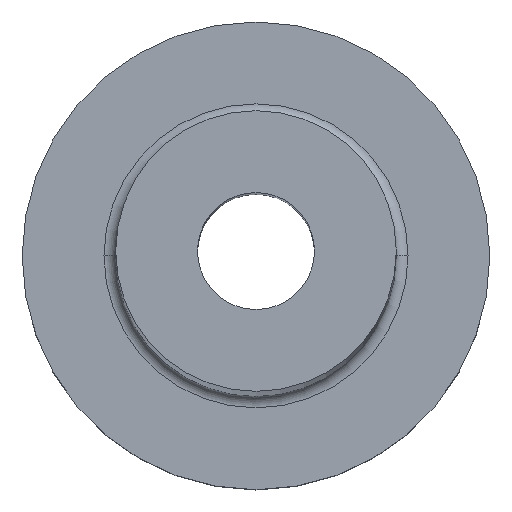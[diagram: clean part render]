
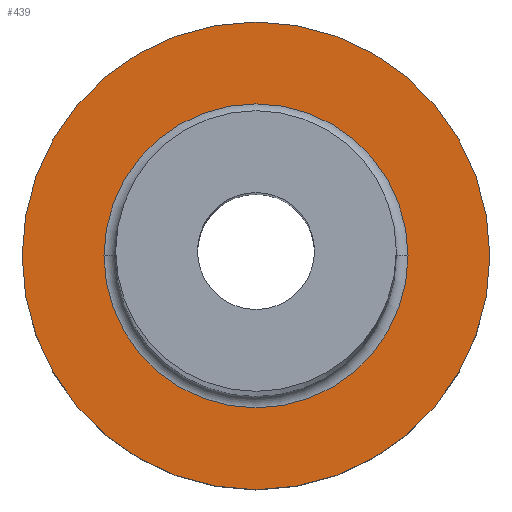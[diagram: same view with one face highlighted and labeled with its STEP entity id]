
A CAD part, top view. The second image highlights one B-rep face of the part: STEP entity #439.
In plain terms, the highlighted planar face has unit normal (0, 0, 1).
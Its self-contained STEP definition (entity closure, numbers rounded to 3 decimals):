
#1 = DIRECTION ( 'NONE',  ( 1., 0., 0. ) ) ;
#8 = EDGE_CURVE ( 'NONE', #165, #379, #402, .T. ) ;
#14 = DIRECTION ( 'NONE',  ( 1., 0., 0. ) ) ;
#47 = DIRECTION ( 'NONE',  ( 0., 0., 1. ) ) ;
#53 = CARTESIAN_POINT ( 'NONE',  ( -10., 0., 7. ) ) ;
#56 = DIRECTION ( 'NONE',  ( 0., 0., -1. ) ) ;
#57 = CIRCLE ( 'NONE', #299, 6.5 ) ;
#68 = CARTESIAN_POINT ( 'NONE',  ( 10., 0., 7. ) ) ;
#75 = CARTESIAN_POINT ( 'NONE',  ( -6.5, 0., 7. ) ) ;
#82 = VERTEX_POINT ( 'NONE', #285 ) ;
#120 = FACE_OUTER_BOUND ( 'NONE', #396, .T. ) ;
#151 = ORIENTED_EDGE ( 'NONE', *, *, #278, .T. ) ;
#155 = VERTEX_POINT ( 'NONE', #75 ) ;
#165 = VERTEX_POINT ( 'NONE', #68 ) ;
#178 = DIRECTION ( 'NONE',  ( 0., 0., -1. ) ) ;
#192 = DIRECTION ( 'NONE',  ( 1., 0., 0. ) ) ;
#227 = CARTESIAN_POINT ( 'NONE',  ( 0., 0., 7. ) ) ;
#229 = EDGE_CURVE ( 'NONE', #379, #165, #334, .T. ) ;
#241 = CARTESIAN_POINT ( 'NONE',  ( 0., 0., 7. ) ) ;
#252 = PLANE ( 'NONE',  #388 ) ;
#278 = EDGE_CURVE ( 'NONE', #82, #155, #309, .T. ) ;
#284 = EDGE_LOOP ( 'NONE', ( #151, #423 ) ) ;
#285 = CARTESIAN_POINT ( 'NONE',  ( 6.5, 0., 7. ) ) ;
#289 = FACE_BOUND ( 'NONE', #284, .T. ) ;
#298 = DIRECTION ( 'NONE',  ( 1., 0., 0. ) ) ;
#299 = AXIS2_PLACEMENT_3D ( 'NONE', #367, #56, #192 ) ;
#309 = CIRCLE ( 'NONE', #345, 6.5 ) ;
#334 = CIRCLE ( 'NONE', #408, 10. ) ;
#337 = ORIENTED_EDGE ( 'NONE', *, *, #229, .T. ) ;
#341 = AXIS2_PLACEMENT_3D ( 'NONE', #227, #374, #298 ) ;
#345 = AXIS2_PLACEMENT_3D ( 'NONE', #241, #178, #387 ) ;
#355 = EDGE_CURVE ( 'NONE', #155, #82, #57, .T. ) ;
#358 = DIRECTION ( 'NONE',  ( 0., 0., 1. ) ) ;
#361 = CARTESIAN_POINT ( 'NONE',  ( 0., 0., 7. ) ) ;
#367 = CARTESIAN_POINT ( 'NONE',  ( 0., 0., 7. ) ) ;
#370 = ORIENTED_EDGE ( 'NONE', *, *, #8, .T. ) ;
#374 = DIRECTION ( 'NONE',  ( 0., 0., 1. ) ) ;
#379 = VERTEX_POINT ( 'NONE', #53 ) ;
#387 = DIRECTION ( 'NONE',  ( 1., 0., 0. ) ) ;
#388 = AXIS2_PLACEMENT_3D ( 'NONE', #397, #47, #14 ) ;
#396 = EDGE_LOOP ( 'NONE', ( #337, #370 ) ) ;
#397 = CARTESIAN_POINT ( 'NONE',  ( 0., 0., 7. ) ) ;
#402 = CIRCLE ( 'NONE', #341, 10. ) ;
#408 = AXIS2_PLACEMENT_3D ( 'NONE', #361, #358, #1 ) ;
#423 = ORIENTED_EDGE ( 'NONE', *, *, #355, .T. ) ;
#439 = ADVANCED_FACE ( 'NONE', ( #289, #120 ), #252, .T. ) ;
